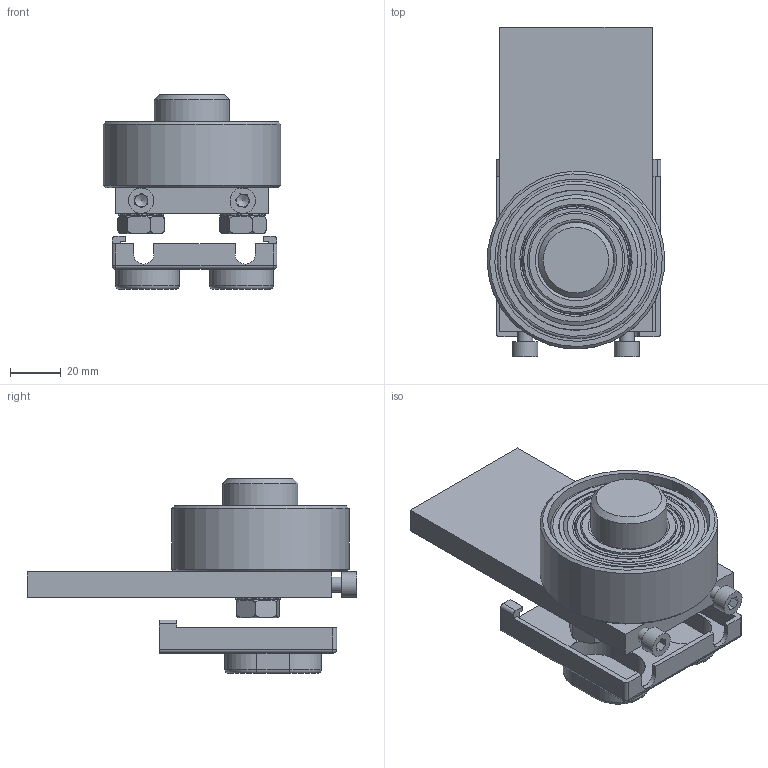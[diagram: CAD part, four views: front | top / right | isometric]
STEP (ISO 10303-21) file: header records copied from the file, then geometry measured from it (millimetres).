
FILE_DESCRIPTION(/* description */ (''),/* implementation_level */ '2;1');
FILE_NAME(/* name */ '25071H.stp',/* time_stamp */ '2019-08-08T09:43:27+02:00',/* author */ ('DOMINIQUE'),/* organization */ (''),/* preprocessor_version */ 'ST-DEVELOPER v17.2',/* originating_system */ 'Autodesk Inventor 2019',/* authorisation */ '');
FILE_SCHEMA (('AUTOMOTIVE_DESIGN { 1 0 10303 214 3 1 1 }'));
Length unit declared in the file: millimetre
Products named in the file (1): 25071H
Bounding box: 69.93 x 130 x 76.8 mm (x, y, z)
Volume: 173805.5 mm3; surface area: 83158.3 mm2
Topology: 13 solids, 13 shells, 376 faces, 955 edges, 623 vertices
Faces by surface type: plane 228, cylinder 69, torus 35, cone 34, sphere 6, bspline 4
Full cylindrical faces by diameter (mm): 4.917 x2, 6 x2, 8.376 x2, 10 x4, 10.2 x2, 18 x2, 29.8 x1, 30 x1, 37 x2, 38.275 x2, 43.15 x2, 48.85 x2, 51.613 x2, 60 x1, 62 x1, 64 x1, 70 x1
Entity records: 15645 total; most frequent: CARTESIAN_POINT 5776, DIRECTION 2103, ORIENTED_EDGE 1894, EDGE_CURVE 947, AXIS2_PLACEMENT_3D 859, VERTEX_POINT 637, EDGE_LOOP 438, STYLED_ITEM 387
